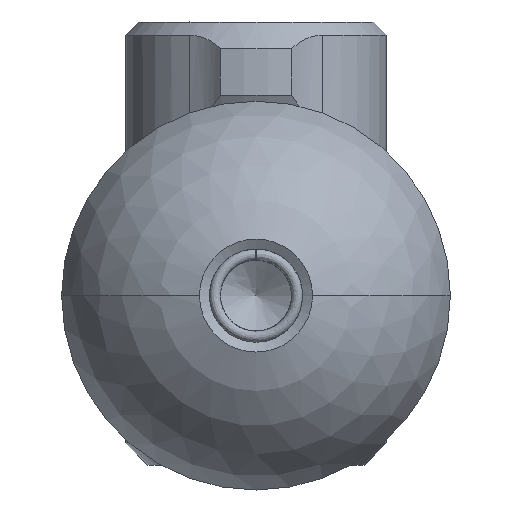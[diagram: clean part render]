
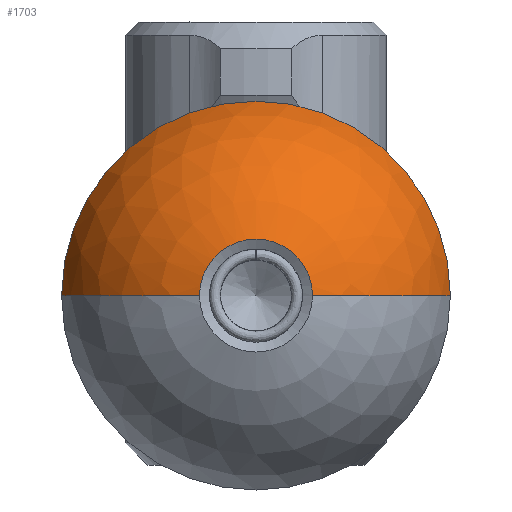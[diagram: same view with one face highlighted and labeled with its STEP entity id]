
A CAD part, left-side view. The second image highlights one B-rep face of the part: STEP entity #1703.
In plain terms, the highlighted spherical face has radius 9 mm.
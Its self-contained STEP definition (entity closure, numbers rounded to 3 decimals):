
#1651=CARTESIAN_POINT('',(2.,0.0,0.0));
#1652=DIRECTION('',(1.0,0.0,0.0));
#1653=DIRECTION('',(0.0,-1.0,0.0));
#1654=AXIS2_PLACEMENT_3D('',#1651,#1652,#1653);
#1655=SPHERICAL_SURFACE('',#1654,9.0);
#1656=CARTESIAN_POINT('',(0.,-8.775,0.));
#1657=VERTEX_POINT('',#1656);
#1658=CARTESIAN_POINT('',(-6.632,-2.55,0.));
#1659=VERTEX_POINT('',#1658);
#1660=CARTESIAN_POINT('',(2.,0.0,0.0));
#1661=DIRECTION('',(0.0,0.0,-1.0));
#1662=DIRECTION('',(0.0,-1.0,0.0));
#1663=AXIS2_PLACEMENT_3D('',#1660,#1661,#1662);
#1664=CIRCLE('',#1663,9.0);
#1665=EDGE_CURVE('',#1657,#1659,#1664,.T.);
#1666=ORIENTED_EDGE('',*,*,#1665,.F.);
#1667=CARTESIAN_POINT('',(0.,0.0,8.775));
#1668=VERTEX_POINT('',#1667);
#1669=CARTESIAN_POINT('',(0.0,0.0,0.0));
#1670=DIRECTION('',(-1.0,0.0,0.0));
#1671=DIRECTION('',(0.0,0.0,-1.0));
#1672=AXIS2_PLACEMENT_3D('',#1669,#1670,#1671);
#1673=CIRCLE('',#1672,8.775);
#1674=EDGE_CURVE('',#1657,#1668,#1673,.T.);
#1675=ORIENTED_EDGE('',*,*,#1674,.T.);
#1676=CARTESIAN_POINT('',(0.,8.775,0.));
#1677=VERTEX_POINT('',#1676);
#1678=CARTESIAN_POINT('',(0.0,0.0,0.0));
#1679=DIRECTION('',(-1.0,0.0,0.0));
#1680=DIRECTION('',(0.0,0.0,-1.0));
#1681=AXIS2_PLACEMENT_3D('',#1678,#1679,#1680);
#1682=CIRCLE('',#1681,8.775);
#1683=EDGE_CURVE('',#1668,#1677,#1682,.T.);
#1684=ORIENTED_EDGE('',*,*,#1683,.T.);
#1685=CARTESIAN_POINT('',(-6.632,2.55,0.));
#1686=VERTEX_POINT('',#1685);
#1687=CARTESIAN_POINT('',(2.,0.0,0.0));
#1688=DIRECTION('',(0.0,0.0,1.0));
#1689=DIRECTION('',(0.0,1.0,0.0));
#1690=AXIS2_PLACEMENT_3D('',#1687,#1688,#1689);
#1691=CIRCLE('',#1690,9.0);
#1692=EDGE_CURVE('',#1677,#1686,#1691,.T.);
#1693=ORIENTED_EDGE('',*,*,#1692,.T.);
#1694=CARTESIAN_POINT('',(-6.632,0.,0.));
#1695=DIRECTION('',(1.0,0.0,0.0));
#1696=DIRECTION('',(0.0,1.0,0.0));
#1697=AXIS2_PLACEMENT_3D('',#1694,#1695,#1696);
#1698=CIRCLE('',#1697,2.55);
#1699=EDGE_CURVE('',#1686,#1659,#1698,.T.);
#1700=ORIENTED_EDGE('',*,*,#1699,.T.);
#1701=EDGE_LOOP('',(#1666,#1675,#1684,#1693,#1700));
#1702=FACE_OUTER_BOUND('',#1701,.T.);
#1703=ADVANCED_FACE('',(#1702),#1655,.T.);
